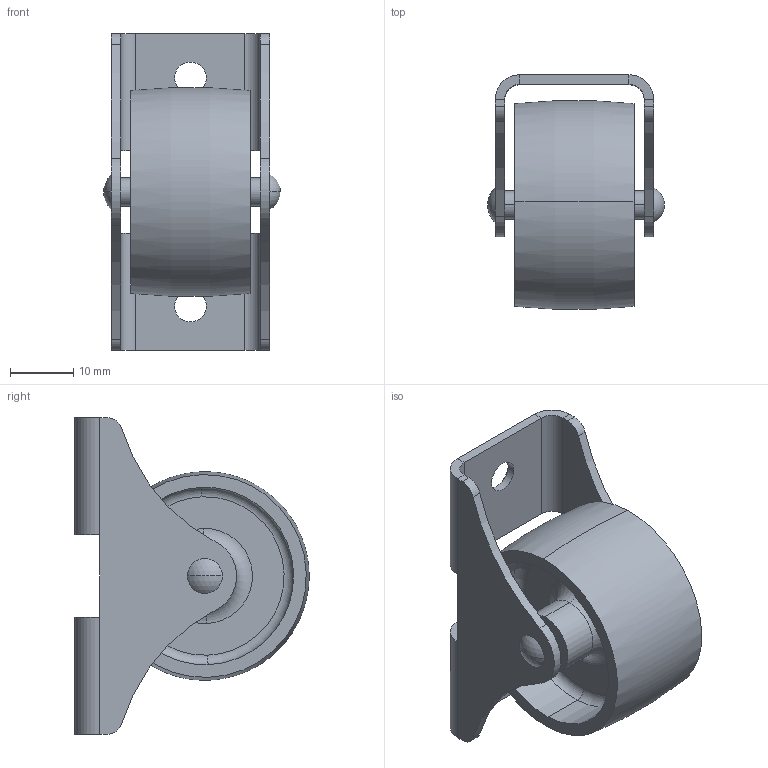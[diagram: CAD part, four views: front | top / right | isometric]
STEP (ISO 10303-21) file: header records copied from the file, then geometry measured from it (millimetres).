
FILE_DESCRIPTION (( 'STEP AP203' ), '1' );
FILE_NAME ('PN20-26.STEP', '2023-07-10T12:04:13', ( '' ), ( '' ), 'SwSTEP 2.0', 'SolidWorks 2017', '' );
FILE_SCHEMA (( 'CONFIG_CONTROL_DESIGN' ));
Length unit declared in the file: millimetre
Products named in the file (4): PN20-25-36-1_PN20-26-1; PN20-25-36-2_PN20-26-2; PN20-25-36-3_PN20-26-3; PN20-26
Assembly tree (3 placements, depth 2):
  PN20-26
    PN20-25-36-1_PN20-26-1
    PN20-25-36-2_PN20-26-2
    PN20-25-36-3_PN20-26-3
Bounding box: 27.9 x 36.94 x 50 mm (x, y, z)
Volume: 10374.8 mm3; surface area: 10538.6 mm2
Topology: 3 solids, 3 shells, 90 faces, 198 edges, 118 vertices
Faces by surface type: cylinder 38, plane 34, torus 10, cone 4, sphere 4
Entity records: 2914 total; most frequent: DIRECTION 500, CARTESIAN_POINT 412, ORIENTED_EDGE 396, AXIS2_PLACEMENT_3D 206, EDGE_CURVE 198, VERTEX_POINT 118, CIRCLE 110, EDGE_LOOP 106
